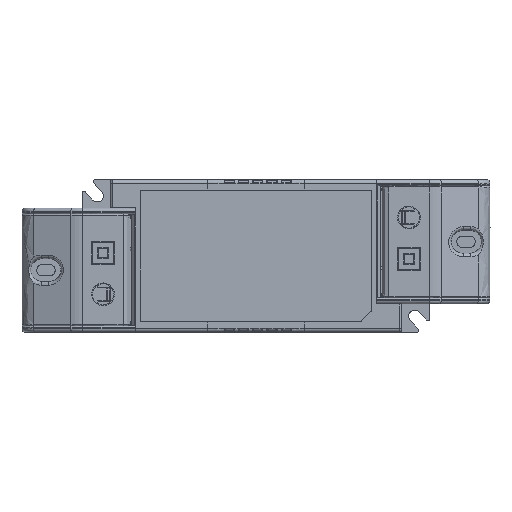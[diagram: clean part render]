
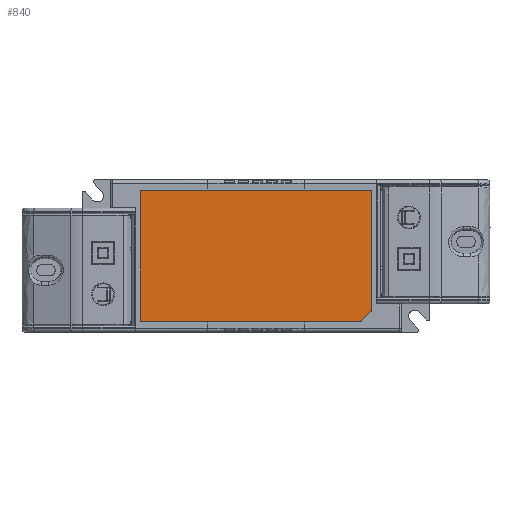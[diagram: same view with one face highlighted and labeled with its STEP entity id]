
A CAD part, top view. The second image highlights one B-rep face of the part: STEP entity #840.
In plain terms, the highlighted planar face has unit normal (0, 0, 1).
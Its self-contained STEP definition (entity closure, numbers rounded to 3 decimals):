
#840=ADVANCED_FACE('',(#1802),#15355,.T.);
#1802=FACE_OUTER_BOUND('',#2786,.T.);
#2786=EDGE_LOOP('',(#7148,#7149,#7150,#7151,#7152,#7153,#7154,#7155,#7156,
#7157));
#7148=ORIENTED_EDGE('',*,*,#10083,.T.);
#7149=ORIENTED_EDGE('',*,*,#10090,.T.);
#7150=ORIENTED_EDGE('',*,*,#10084,.T.);
#7151=ORIENTED_EDGE('',*,*,#10094,.T.);
#7152=ORIENTED_EDGE('',*,*,#10059,.F.);
#7153=ORIENTED_EDGE('',*,*,#10103,.T.);
#7154=ORIENTED_EDGE('',*,*,#10097,.T.);
#7155=ORIENTED_EDGE('',*,*,#10079,.T.);
#7156=ORIENTED_EDGE('',*,*,#10081,.F.);
#7157=ORIENTED_EDGE('',*,*,#10089,.T.);
#10059=EDGE_CURVE('',#14277,#14276,#12594,.T.);
#10079=EDGE_CURVE('',#14289,#14288,#12614,.T.);
#10081=EDGE_CURVE('',#14290,#14288,#12616,.T.);
#10083=EDGE_CURVE('',#14291,#14292,#12618,.T.);
#10084=EDGE_CURVE('',#14295,#14294,#12619,.T.);
#10089=EDGE_CURVE('',#14290,#14291,#12624,.T.);
#10090=EDGE_CURVE('',#14292,#14295,#12625,.T.);
#10094=EDGE_CURVE('',#14294,#14276,#12629,.T.);
#10097=EDGE_CURVE('',#14293,#14289,#12632,.T.);
#10103=EDGE_CURVE('',#14277,#14293,#12638,.T.);
#12594=B_SPLINE_CURVE_WITH_KNOTS('',1,(#35078,#35079),.UNSPECIFIED.,.F.,
 .F.,(2,2),(-61.376,0.),.UNSPECIFIED.);
#12614=B_SPLINE_CURVE_WITH_KNOTS('',3,(#35170,#35171,#35172,#35173,#35174),
 .UNSPECIFIED.,.F.,.F.,(4,1,4),(0.,0.271,0.541),
 .UNSPECIFIED.);
#12616=B_SPLINE_CURVE_WITH_KNOTS('',1,(#35177,#35178),.UNSPECIFIED.,.F.,
 .F.,(2,2),(-33.376,0.),.UNSPECIFIED.);
#12618=B_SPLINE_CURVE_WITH_KNOTS('',1,(#35181,#35182),.UNSPECIFIED.,.F.,
 .F.,(2,2),(-64.293,0.),.UNSPECIFIED.);
#12619=B_SPLINE_CURVE_WITH_KNOTS('',1,(#35183,#35184),.UNSPECIFIED.,.F.,
 .F.,(2,2),(-36.293,0.),.UNSPECIFIED.);
#12624=B_SPLINE_CURVE_WITH_KNOTS('',3,(#35193,#35194,#35195,#35196,#35197),
 .UNSPECIFIED.,.F.,.F.,(4,1,4),(0.,0.316,0.632),
 .UNSPECIFIED.);
#12625=B_SPLINE_CURVE_WITH_KNOTS('',3,(#35198,#35199,#35200,#35201,#35202),
 .UNSPECIFIED.,.F.,.F.,(4,1,4),(0.,0.316,0.632),
 .UNSPECIFIED.);
#12629=B_SPLINE_CURVE_WITH_KNOTS('',3,(#35209,#35210,#35211,#35212,#35213),
 .UNSPECIFIED.,.F.,.F.,(4,1,4),(0.,0.316,0.632),
 .UNSPECIFIED.);
#12632=B_SPLINE_CURVE_WITH_KNOTS('',1,(#35218,#35219),.UNSPECIFIED.,.F.,
 .F.,(2,2),(0.,3.701),.UNSPECIFIED.);
#12638=B_SPLINE_CURVE_WITH_KNOTS('',3,(#35247,#35248,#35249,#35250,#35251),
 .UNSPECIFIED.,.F.,.F.,(4,1,4),(0.,0.271,0.541),
 .UNSPECIFIED.);
#14276=VERTEX_POINT('',#32553);
#14277=VERTEX_POINT('',#32554);
#14288=VERTEX_POINT('',#32565);
#14289=VERTEX_POINT('',#32566);
#14290=VERTEX_POINT('',#32567);
#14291=VERTEX_POINT('',#32568);
#14292=VERTEX_POINT('',#32569);
#14293=VERTEX_POINT('',#32570);
#14294=VERTEX_POINT('',#32571);
#14295=VERTEX_POINT('',#32572);
#15355=PLANE('',#15786);
#15786=AXIS2_PLACEMENT_3D('',#29315,#16200,$);
#16200=DIRECTION('',(0.,0.,1.));
#29315=CARTESIAN_POINT('',(-33.,-7.5,10.9));
#32553=CARTESIAN_POINT('',(-32.646,-7.5,10.9));
#32554=CARTESIAN_POINT('',(28.729,-7.5,10.9));
#32565=CARTESIAN_POINT('',(32.,-4.229,10.9));
#32566=CARTESIAN_POINT('',(31.809,-4.691,10.9));
#32567=CARTESIAN_POINT('',(32.,29.146,10.9));
#32568=CARTESIAN_POINT('',(31.646,29.5,10.9));
#32569=CARTESIAN_POINT('',(-32.646,29.5,10.9));
#32570=CARTESIAN_POINT('',(29.191,-7.309,10.9));
#32571=CARTESIAN_POINT('',(-33.,-7.146,10.9));
#32572=CARTESIAN_POINT('',(-33.,29.146,10.9));
#35078=CARTESIAN_POINT('',(28.729,-7.5,10.9));
#35079=CARTESIAN_POINT('',(-32.646,-7.5,10.9));
#35170=CARTESIAN_POINT('',(31.809,-4.691,10.9));
#35171=CARTESIAN_POINT('',(31.878,-4.622,10.9));
#35172=CARTESIAN_POINT('',(32.,-4.5,10.9));
#35173=CARTESIAN_POINT('',(32.,-4.328,10.9));
#35174=CARTESIAN_POINT('',(32.,-4.229,10.9));
#35177=CARTESIAN_POINT('',(32.,29.146,10.9));
#35178=CARTESIAN_POINT('',(32.,-4.229,10.9));
#35181=CARTESIAN_POINT('',(31.646,29.5,10.9));
#35182=CARTESIAN_POINT('',(-32.646,29.5,10.9));
#35183=CARTESIAN_POINT('',(-33.,29.146,10.9));
#35184=CARTESIAN_POINT('',(-33.,-7.146,10.9));
#35193=CARTESIAN_POINT('',(32.,29.146,10.9));
#35194=CARTESIAN_POINT('',(32.,29.245,10.9));
#35195=CARTESIAN_POINT('',(31.958,29.458,10.9));
#35196=CARTESIAN_POINT('',(31.745,29.5,10.9));
#35197=CARTESIAN_POINT('',(31.646,29.5,10.9));
#35198=CARTESIAN_POINT('',(-32.646,29.5,10.9));
#35199=CARTESIAN_POINT('',(-32.745,29.5,10.9));
#35200=CARTESIAN_POINT('',(-32.958,29.458,10.9));
#35201=CARTESIAN_POINT('',(-33.,29.245,10.9));
#35202=CARTESIAN_POINT('',(-33.,29.146,10.9));
#35209=CARTESIAN_POINT('',(-33.,-7.146,10.9));
#35210=CARTESIAN_POINT('',(-33.,-7.245,10.9));
#35211=CARTESIAN_POINT('',(-32.958,-7.458,10.9));
#35212=CARTESIAN_POINT('',(-32.745,-7.5,10.9));
#35213=CARTESIAN_POINT('',(-32.646,-7.5,10.9));
#35218=CARTESIAN_POINT('',(29.191,-7.309,10.9));
#35219=CARTESIAN_POINT('',(31.809,-4.691,10.9));
#35247=CARTESIAN_POINT('',(28.729,-7.5,10.9));
#35248=CARTESIAN_POINT('',(28.828,-7.5,10.9));
#35249=CARTESIAN_POINT('',(29.,-7.5,10.9));
#35250=CARTESIAN_POINT('',(29.122,-7.378,10.9));
#35251=CARTESIAN_POINT('',(29.191,-7.309,10.9));
